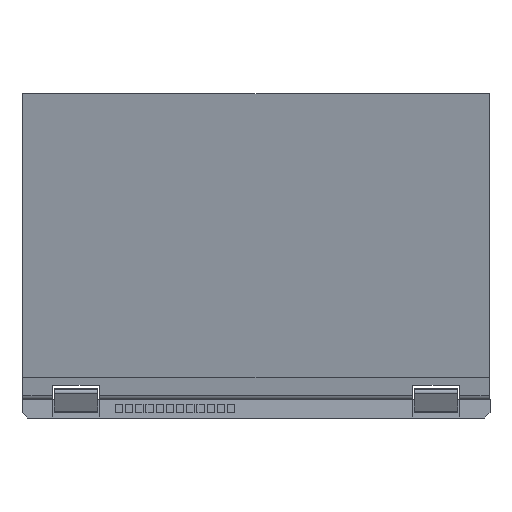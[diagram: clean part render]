
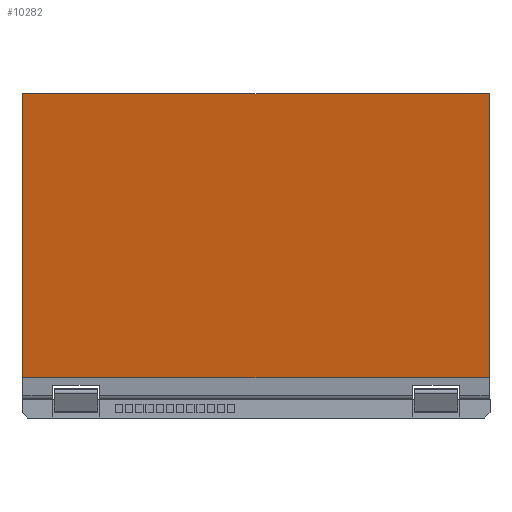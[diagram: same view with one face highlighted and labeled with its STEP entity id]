
A CAD part, front view. The second image highlights one B-rep face of the part: STEP entity #10282.
In plain terms, the highlighted planar face has unit normal (0, -0.985, -0.174).
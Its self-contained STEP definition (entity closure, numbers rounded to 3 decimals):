
#411=FACE_OUTER_BOUND('',#1098,.T.);
#1098=EDGE_LOOP('',(#7367,#7368,#7369,#7370));
#1941=LINE('',#15099,#3308);
#1945=LINE('',#15106,#3312);
#1946=LINE('',#15109,#3313);
#1947=LINE('',#15110,#3314);
#3308=VECTOR('',#12256,10.);
#3312=VECTOR('',#12262,10.);
#3313=VECTOR('',#12265,10.);
#3314=VECTOR('',#12266,10.);
#4582=VERTEX_POINT('',#15096);
#4583=VERTEX_POINT('',#15098);
#4585=VERTEX_POINT('',#15104);
#4586=VERTEX_POINT('',#15108);
#5627=EDGE_CURVE('',#4582,#4583,#1941,.T.);
#5631=EDGE_CURVE('',#4582,#4585,#1945,.T.);
#5632=EDGE_CURVE('',#4586,#4585,#1946,.T.);
#5633=EDGE_CURVE('',#4583,#4586,#1947,.T.);
#7367=ORIENTED_EDGE('',*,*,#5631,.T.);
#7368=ORIENTED_EDGE('',*,*,#5632,.F.);
#7369=ORIENTED_EDGE('',*,*,#5633,.F.);
#7370=ORIENTED_EDGE('',*,*,#5627,.F.);
#9625=PLANE('',#11078);
#10282=ADVANCED_FACE('',(#411),#9625,.F.);
#11078=AXIS2_PLACEMENT_3D('',#15107,#12263,#12264);
#12256=DIRECTION('',(0.,-0.174,0.985));
#12262=DIRECTION('',(1.,0.,0.));
#12263=DIRECTION('center_axis',(0.,0.985,0.174));
#12264=DIRECTION('ref_axis',(1.,0.,0.));
#12265=DIRECTION('',(0.,0.174,-0.985));
#12266=DIRECTION('',(1.,0.,0.));
#15096=CARTESIAN_POINT('',(-160.,-116.128,24.806));
#15098=CARTESIAN_POINT('',(-160.,-150.421,219.289));
#15099=CARTESIAN_POINT('',(-160.,-113.433,9.525));
#15104=CARTESIAN_POINT('',(160.,-116.128,24.806));
#15106=CARTESIAN_POINT('',(0.,-116.128,24.806));
#15107=CARTESIAN_POINT('Origin',(0.,-131.927,114.407));
#15108=CARTESIAN_POINT('',(160.,-150.421,219.289));
#15109=CARTESIAN_POINT('',(160.,-150.421,219.289));
#15110=CARTESIAN_POINT('',(-160.,-150.421,219.289));
